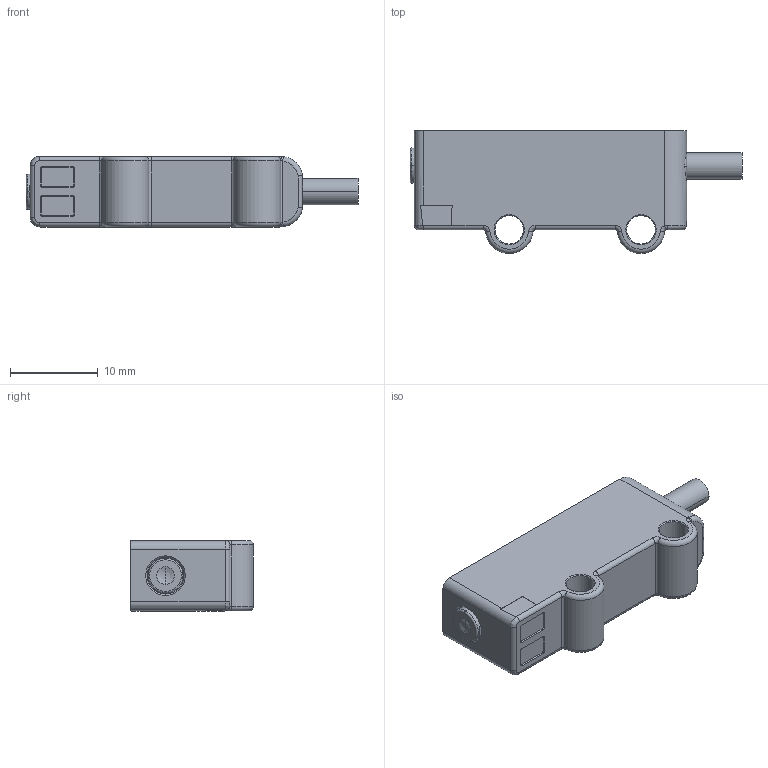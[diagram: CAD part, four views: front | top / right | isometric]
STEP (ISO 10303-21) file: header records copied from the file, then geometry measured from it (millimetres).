
FILE_DESCRIPTION((''),'2;1');
FILE_NAME('229798_SM01_ASM','2024-06-10T14:04:25',('banengservice'),('BANNER ENGINEERING'),'CREO PARAMETRIC BY PTC INC, 2022414','CREO PARAMETRIC BY PTC INC, 2022414','');
FILE_SCHEMA(('CONFIG_CONTROL_DESIGN'));
Length unit declared in the file: millimetre
Products named in the file (2): 229798_EP01; 229798_SM01_ASM
Assembly tree (1 placements, depth 2):
  229798_SM01_ASM
    229798_EP01
Bounding box: 37.8 x 13.99 x 8.08 mm (x, y, z)
Volume: 2867.5 mm3; surface area: 1742.3 mm2
Topology: 1 solids, 1 shells, 159 faces, 394 edges, 243 vertices
Faces by surface type: plane 48, cylinder 34, cone 33, torus 26, bspline 16, sphere 2
Entity records: 5935 total; most frequent: CARTESIAN_POINT 2103, DIRECTION 812, ORIENTED_EDGE 784, EDGE_CURVE 392, AXIS2_PLACEMENT_3D 322, VERTEX_POINT 243, CIRCLE 176, EDGE_LOOP 171
